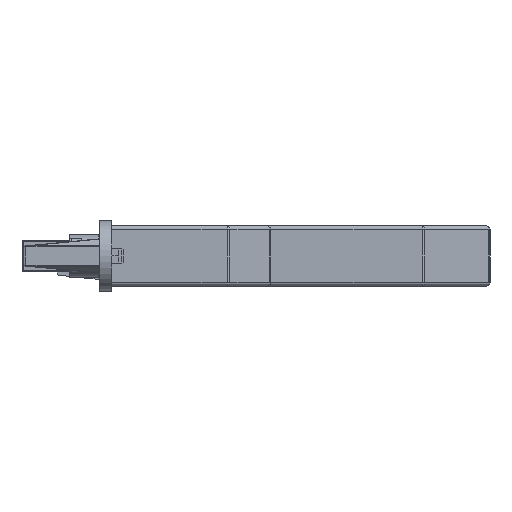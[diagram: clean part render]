
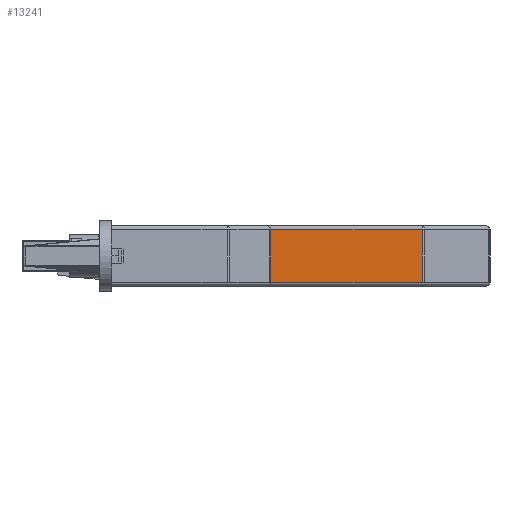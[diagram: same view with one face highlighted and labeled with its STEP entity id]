
A CAD part, front view. The second image highlights one B-rep face of the part: STEP entity #13241.
In plain terms, the highlighted face is planar.
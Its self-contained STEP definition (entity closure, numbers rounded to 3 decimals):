
#884 = VECTOR ( 'NONE', #16519, 1000. ) ;
#1451 = EDGE_CURVE ( 'NONE', #10399, #2555, #11715, .T. ) ;
#1550 = DIRECTION ( 'NONE',  ( 0., 0., 1. ) ) ;
#1712 = EDGE_LOOP ( 'NONE', ( #12805, #12967 ) ) ;
#2554 = DIRECTION ( 'NONE',  ( 0., 0., 1. ) ) ;
#2555 = VERTEX_POINT ( 'NONE', #17598 ) ;
#2973 = CARTESIAN_POINT ( 'NONE',  ( 44.75, 145.3, 7.75 ) ) ;
#4314 = CARTESIAN_POINT ( 'NONE',  ( 14., 145.3, 12.75 ) ) ;
#4707 = DIRECTION ( 'NONE',  ( 0., 0., -1. ) ) ;
#5235 = CARTESIAN_POINT ( 'NONE',  ( 14., 145.3, 12.75 ) ) ;
#5491 = EDGE_CURVE ( 'NONE', #22158, #12182, #16428, .T. ) ;
#5586 = EDGE_LOOP ( 'NONE', ( #6941, #11343, #21876, #11360 ) ) ;
#5989 = CARTESIAN_POINT ( 'NONE',  ( 14., 145.3, -1.75 ) ) ;
#6509 = CARTESIAN_POINT ( 'NONE',  ( 14., 145.3, -1.75 ) ) ;
#6797 = DIRECTION ( 'NONE',  ( 0., -1., 0. ) ) ;
#6941 = ORIENTED_EDGE ( 'NONE', *, *, #20820, .T. ) ;
#10329 = LINE ( 'NONE', #6509, #15298 ) ;
#10399 = VERTEX_POINT ( 'NONE', #14321 ) ;
#11343 = ORIENTED_EDGE ( 'NONE', *, *, #23415, .T. ) ;
#11359 = FACE_OUTER_BOUND ( 'NONE', #5586, .T. ) ;
#11360 = ORIENTED_EDGE ( 'NONE', *, *, #22239, .T. ) ;
#11695 = DIRECTION ( 'NONE',  ( 0., 0., -1. ) ) ;
#11715 = LINE ( 'NONE', #18968, #22621 ) ;
#12021 = PLANE ( 'NONE',  #19270 ) ;
#12106 = VERTEX_POINT ( 'NONE', #5235 ) ;
#12182 = VERTEX_POINT ( 'NONE', #12978 ) ;
#12653 = AXIS2_PLACEMENT_3D ( 'NONE', #21451, #21578, #4707 ) ;
#12805 = ORIENTED_EDGE ( 'NONE', *, *, #15810, .T. ) ;
#12961 = DIRECTION ( 'NONE',  ( 0., 0., -1. ) ) ;
#12967 = ORIENTED_EDGE ( 'NONE', *, *, #5491, .T. ) ;
#12978 = CARTESIAN_POINT ( 'NONE',  ( 44.75, 145.3, 4.25 ) ) ;
#13241 = ADVANCED_FACE ( 'NONE', ( #22177, #11359 ), #12021, .T. ) ;
#13478 = LINE ( 'NONE', #4314, #14998 ) ;
#13566 = AXIS2_PLACEMENT_3D ( 'NONE', #23117, #6797, #11695 ) ;
#14321 = CARTESIAN_POINT ( 'NONE',  ( 93.586, 145.3, 12.75 ) ) ;
#14998 = VECTOR ( 'NONE', #17269, 1000. ) ;
#15298 = VECTOR ( 'NONE', #1550, 1000. ) ;
#15810 = EDGE_CURVE ( 'NONE', #12182, #22158, #16230, .T. ) ;
#16230 = CIRCLE ( 'NONE', #13566, 1.75 ) ;
#16428 = CIRCLE ( 'NONE', #12653, 1.75 ) ;
#16519 = DIRECTION ( 'NONE',  ( -1., 0., 0. ) ) ;
#17269 = DIRECTION ( 'NONE',  ( 1., 0., 0. ) ) ;
#17491 = DIRECTION ( 'NONE',  ( 0., 1., 0. ) ) ;
#17598 = CARTESIAN_POINT ( 'NONE',  ( 93.586, 145.3, -0.75 ) ) ;
#17943 = CARTESIAN_POINT ( 'NONE',  ( 14., 145.3, -0.75 ) ) ;
#18968 = CARTESIAN_POINT ( 'NONE',  ( 93.586, 145.3, -1.75 ) ) ;
#19270 = AXIS2_PLACEMENT_3D ( 'NONE', #5989, #17491, #2554 ) ;
#19686 = CARTESIAN_POINT ( 'NONE',  ( 14., 145.3, -0.75 ) ) ;
#19858 = LINE ( 'NONE', #17943, #884 ) ;
#20820 = EDGE_CURVE ( 'NONE', #23201, #12106, #10329, .T. ) ;
#21451 = CARTESIAN_POINT ( 'NONE',  ( 44.75, 145.3, 6. ) ) ;
#21578 = DIRECTION ( 'NONE',  ( 0., -1., 0. ) ) ;
#21876 = ORIENTED_EDGE ( 'NONE', *, *, #1451, .T. ) ;
#22158 = VERTEX_POINT ( 'NONE', #2973 ) ;
#22177 = FACE_BOUND ( 'NONE', #1712, .T. ) ;
#22239 = EDGE_CURVE ( 'NONE', #2555, #23201, #19858, .T. ) ;
#22621 = VECTOR ( 'NONE', #12961, 1000. ) ;
#23117 = CARTESIAN_POINT ( 'NONE',  ( 44.75, 145.3, 6. ) ) ;
#23201 = VERTEX_POINT ( 'NONE', #19686 ) ;
#23415 = EDGE_CURVE ( 'NONE', #12106, #10399, #13478, .T. ) ;
